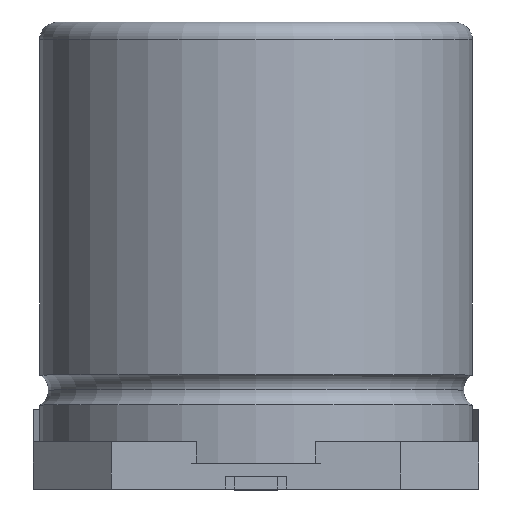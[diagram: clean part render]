
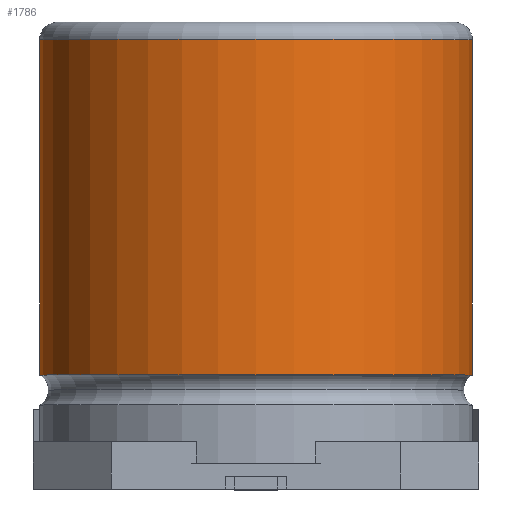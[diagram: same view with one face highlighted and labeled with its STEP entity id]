
A CAD part, top view. The second image highlights one B-rep face of the part: STEP entity #1786.
In plain terms, the highlighted cylindrical face has radius 5 mm (diameter 10 mm), a partial arc.
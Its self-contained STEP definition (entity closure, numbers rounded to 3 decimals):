
#281 = DIRECTION ( 'NONE',  ( 0., 1., 0. ) ) ;
#298 = CYLINDRICAL_SURFACE ( 'NONE', #2870, 5. ) ;
#354 = DIRECTION ( 'NONE',  ( -1., 0., 0. ) ) ;
#521 = CARTESIAN_POINT ( 'NONE',  ( 0., 2.346, 0. ) ) ;
#973 = CIRCLE ( 'NONE', #2620, 5. ) ;
#1219 = EDGE_CURVE ( 'NONE', #3781, #1707, #3136, .T. ) ;
#1301 = DIRECTION ( 'NONE',  ( 0., 1., 0. ) ) ;
#1338 = EDGE_CURVE ( 'NONE', #4058, #3285, #2571, .T. ) ;
#1438 = CARTESIAN_POINT ( 'NONE',  ( 0., 10.1, 0. ) ) ;
#1489 = ORIENTED_EDGE ( 'NONE', *, *, #1219, .F. ) ;
#1531 = EDGE_LOOP ( 'NONE', ( #2890, #2721, #2508, #1489 ) ) ;
#1535 = CARTESIAN_POINT ( 'NONE',  ( -5., 10.1, 0. ) ) ;
#1707 = VERTEX_POINT ( 'NONE', #1535 ) ;
#1786 = ADVANCED_FACE ( 'NONE', ( #2581 ), #298, .T. ) ;
#1807 = CIRCLE ( 'NONE', #3624, 5. ) ;
#1835 = DIRECTION ( 'NONE',  ( 0., 1., 0. ) ) ;
#1841 = CARTESIAN_POINT ( 'NONE',  ( -5., 10.5, 0. ) ) ;
#2007 = DIRECTION ( 'NONE',  ( 0., 1., 0. ) ) ;
#2110 = CARTESIAN_POINT ( 'NONE',  ( 5., 10.1, 0. ) ) ;
#2357 = CARTESIAN_POINT ( 'NONE',  ( 0., 10.5, 0. ) ) ;
#2406 = EDGE_CURVE ( 'NONE', #1707, #3285, #973, .T. ) ;
#2508 = ORIENTED_EDGE ( 'NONE', *, *, #2406, .F. ) ;
#2571 = LINE ( 'NONE', #3289, #3143 ) ;
#2581 = FACE_OUTER_BOUND ( 'NONE', #1531, .T. ) ;
#2620 = AXIS2_PLACEMENT_3D ( 'NONE', #1438, #281, #3402 ) ;
#2721 = ORIENTED_EDGE ( 'NONE', *, *, #1338, .T. ) ;
#2870 = AXIS2_PLACEMENT_3D ( 'NONE', #2357, #1301, #354 ) ;
#2890 = ORIENTED_EDGE ( 'NONE', *, *, #3507, .T. ) ;
#3113 = CARTESIAN_POINT ( 'NONE',  ( -5., 2.346, 0. ) ) ;
#3136 = LINE ( 'NONE', #1841, #3648 ) ;
#3143 = VECTOR ( 'NONE', #1835, 1000. ) ;
#3285 = VERTEX_POINT ( 'NONE', #2110 ) ;
#3289 = CARTESIAN_POINT ( 'NONE',  ( 5., 10.5, 0. ) ) ;
#3402 = DIRECTION ( 'NONE',  ( -1., 0., 0. ) ) ;
#3428 = DIRECTION ( 'NONE',  ( -1., 0., 0. ) ) ;
#3507 = EDGE_CURVE ( 'NONE', #3781, #4058, #1807, .T. ) ;
#3624 = AXIS2_PLACEMENT_3D ( 'NONE', #521, #3754, #3428 ) ;
#3648 = VECTOR ( 'NONE', #2007, 1000. ) ;
#3754 = DIRECTION ( 'NONE',  ( 0., 1., 0. ) ) ;
#3781 = VERTEX_POINT ( 'NONE', #3113 ) ;
#3939 = CARTESIAN_POINT ( 'NONE',  ( 5., 2.346, 0. ) ) ;
#4058 = VERTEX_POINT ( 'NONE', #3939 ) ;
